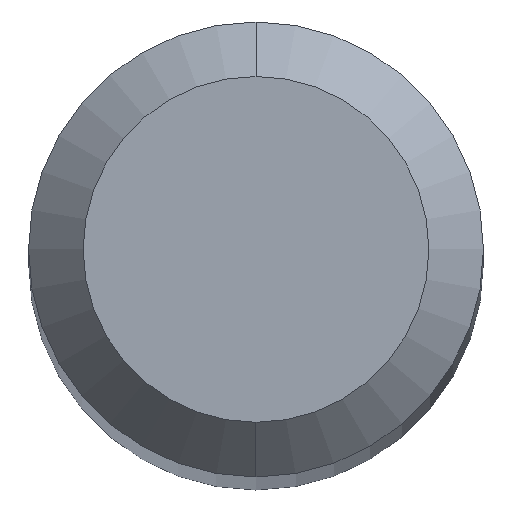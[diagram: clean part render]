
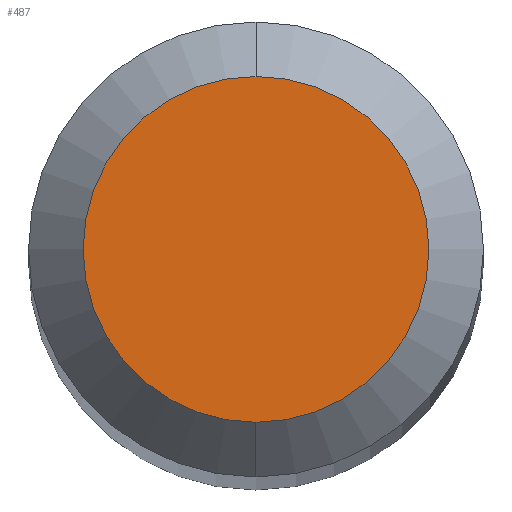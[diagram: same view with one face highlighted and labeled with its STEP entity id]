
A CAD part, top view. The second image highlights one B-rep face of the part: STEP entity #487.
In plain terms, the highlighted planar face has unit normal (0, 0, 1).
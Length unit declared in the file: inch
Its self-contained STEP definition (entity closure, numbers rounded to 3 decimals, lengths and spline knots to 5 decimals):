
#19 = CARTESIAN_POINT ( 'NONE',  ( 0., 0.0475, 0. ) ) ;
#38 = CARTESIAN_POINT ( 'NONE',  ( 0., 0., 0. ) ) ;
#106 = EDGE_CURVE ( 'NONE', #254, #108, #425, .T. ) ;
#108 = VERTEX_POINT ( 'NONE', #167 ) ;
#114 = ORIENTED_EDGE ( 'NONE', *, *, #312, .T. ) ;
#118 = ORIENTED_EDGE ( 'NONE', *, *, #106, .T. ) ;
#123 = AXIS2_PLACEMENT_3D ( 'NONE', #38, #508, #197 ) ;
#128 = CARTESIAN_POINT ( 'NONE',  ( 0., 0.0475, 0. ) ) ;
#167 = CARTESIAN_POINT ( 'NONE',  ( 0., -0.0475, 0. ) ) ;
#197 = DIRECTION ( 'NONE',  ( 0., -1., 0. ) ) ;
#206 = DIRECTION ( 'NONE',  ( 0., -1., 0. ) ) ;
#247 = DIRECTION ( 'NONE',  ( 0., 0., 1. ) ) ;
#254 = VERTEX_POINT ( 'NONE', #19 ) ;
#290 = FACE_OUTER_BOUND ( 'NONE', #509, .T. ) ;
#302 = DIRECTION ( 'NONE',  ( 0., 0., -1. ) ) ;
#312 = EDGE_CURVE ( 'NONE', #108, #254, #376, .T. ) ;
#327 = AXIS2_PLACEMENT_3D ( 'NONE', #364, #247, #206 ) ;
#341 = DIRECTION ( 'NONE',  ( 0., 1., 0. ) ) ;
#364 = CARTESIAN_POINT ( 'NONE',  ( 0., 0., 0. ) ) ;
#376 = CIRCLE ( 'NONE', #123, 0.0475 ) ;
#378 = PLANE ( 'NONE',  #451 ) ;
#425 = CIRCLE ( 'NONE', #327, 0.0475 ) ;
#451 = AXIS2_PLACEMENT_3D ( 'NONE', #128, #302, #341 ) ;
#487 = ADVANCED_FACE ( 'NONE', ( #290 ), #378, .F. ) ;
#508 = DIRECTION ( 'NONE',  ( 0., 0., 1. ) ) ;
#509 = EDGE_LOOP ( 'NONE', ( #118, #114 ) ) ;
